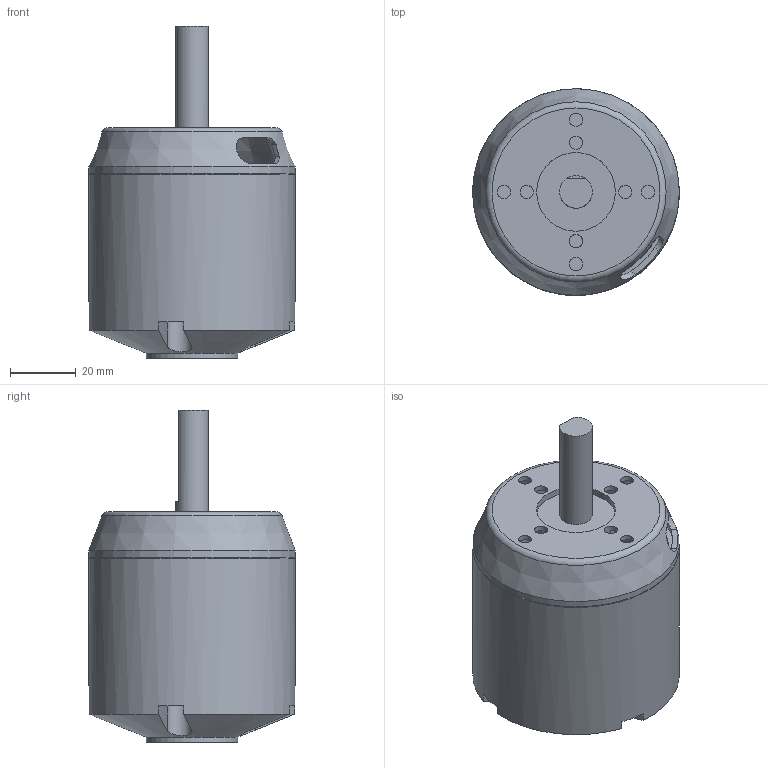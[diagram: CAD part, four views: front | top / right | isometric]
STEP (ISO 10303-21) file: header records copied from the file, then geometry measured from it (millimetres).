
FILE_DESCRIPTION(/* description */ (''),/* implementation_level */ '2;1');
FILE_NAME(/* name */ 'C6374 170KV Brushless Motor.stp',/* time_stamp */ '2022-09-16T23:10:23-04:00',/* author */ ('Nathan Cai'),/* organization */ (''),/* preprocessor_version */ 'ST-DEVELOPER v18.1',/* originating_system */ 'Autodesk Inventor 2022',/* authorisation */ '');
FILE_SCHEMA (('AUTOMOTIVE_DESIGN { 1 0 10303 214 3 1 1 }'));
Length unit declared in the file: inch
Products named in the file (5): C6374 170KV Brushless Motor; Shaft; Base; Can; Bearing
Assembly tree (4 placements, depth 2):
  C6374 170KV Brushless Motor
    Shaft
    Base
    Can
    Bearing
Bounding box: 63 x 63 x 101.25 mm (x, y, z)
Volume: 66568.7 mm3; surface area: 45990.6 mm2
Topology: 4 solids, 4 shells, 118 faces, 322 edges, 213 vertices
Faces by surface type: cylinder 58, plane 51, cone 7, torus 2
Full cylindrical faces by diameter (mm): 4 x12, 10 x3, 16.35 x1, 24 x2, 28 x1, 56.65 x1, 59.825 x1, 63 x2
Entity records: 4296 total; most frequent: CARTESIAN_POINT 1056, DIRECTION 661, ORIENTED_EDGE 644, EDGE_CURVE 322, AXIS2_PLACEMENT_3D 267, VERTEX_POINT 213, EDGE_LOOP 145, CIRCLE 140
